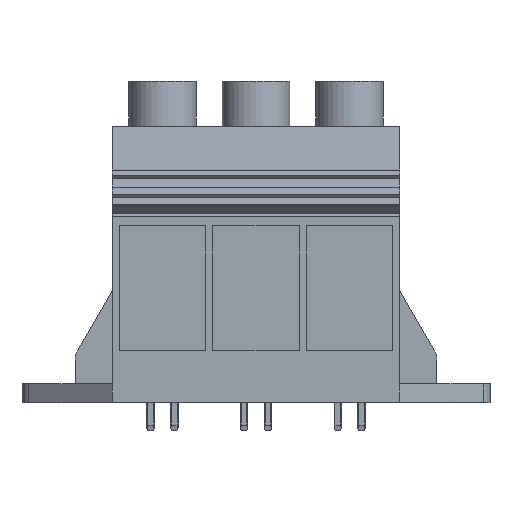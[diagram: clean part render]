
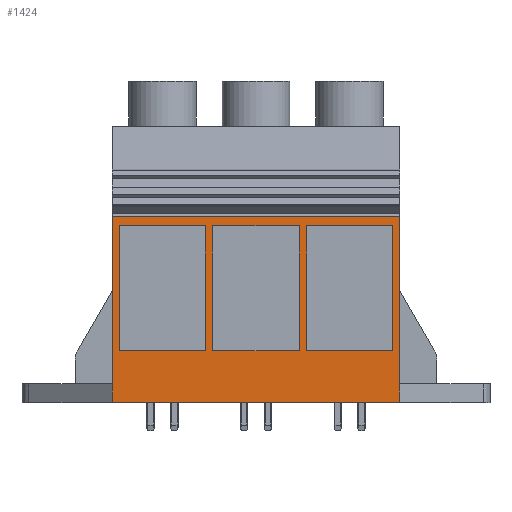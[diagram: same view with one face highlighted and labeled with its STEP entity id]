
A CAD part, top view. The second image highlights one B-rep face of the part: STEP entity #1424.
In plain terms, the highlighted planar face has unit normal (0, 0, 1).
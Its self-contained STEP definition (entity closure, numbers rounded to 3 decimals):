
#426=CARTESIAN_POINT('Vertex',(14.5,7.5,31.)) ;
#429=CARTESIAN_POINT('Line Origine',(14.5,20.9,31.)) ;
#433=CARTESIAN_POINT('Vertex',(14.5,34.3,31.)) ;
#1276=CARTESIAN_POINT('Axis2P3D Location',(-0.5,4.5,31.)) ;
#1281=CARTESIAN_POINT('Line Origine',(14.5,6.,31.)) ;
#1285=CARTESIAN_POINT('Vertex',(14.5,4.5,31.)) ;
#1288=CARTESIAN_POINT('Line Origine',(37.5,4.5,31.)) ;
#1292=CARTESIAN_POINT('Vertex',(60.5,4.5,31.)) ;
#1295=CARTESIAN_POINT('Line Origine',(60.5,6.,31.)) ;
#1299=CARTESIAN_POINT('Vertex',(60.5,7.5,31.)) ;
#1302=CARTESIAN_POINT('Line Origine',(60.5,20.9,31.)) ;
#1306=CARTESIAN_POINT('Vertex',(60.5,34.3,31.)) ;
#1309=CARTESIAN_POINT('Line Origine',(37.5,34.3,31.)) ;
#1322=CARTESIAN_POINT('Line Origine',(15.6,22.8,31.)) ;
#1326=CARTESIAN_POINT('Vertex',(15.6,12.8,31.)) ;
#1328=CARTESIAN_POINT('Vertex',(15.6,32.8,31.)) ;
#1331=CARTESIAN_POINT('Line Origine',(22.5,32.8,31.)) ;
#1335=CARTESIAN_POINT('Vertex',(29.4,32.8,31.)) ;
#1338=CARTESIAN_POINT('Line Origine',(29.4,22.8,31.)) ;
#1342=CARTESIAN_POINT('Vertex',(29.4,12.8,31.)) ;
#1345=CARTESIAN_POINT('Line Origine',(22.5,12.8,31.)) ;
#1356=CARTESIAN_POINT('Line Origine',(44.4,22.8,31.)) ;
#1360=CARTESIAN_POINT('Vertex',(44.4,32.8,31.)) ;
#1362=CARTESIAN_POINT('Vertex',(44.4,12.8,31.)) ;
#1365=CARTESIAN_POINT('Line Origine',(37.5,12.8,31.)) ;
#1369=CARTESIAN_POINT('Vertex',(30.6,12.8,31.)) ;
#1372=CARTESIAN_POINT('Line Origine',(30.6,22.8,31.)) ;
#1376=CARTESIAN_POINT('Vertex',(30.6,32.8,31.)) ;
#1379=CARTESIAN_POINT('Line Origine',(37.5,32.8,31.)) ;
#1390=CARTESIAN_POINT('Line Origine',(45.6,22.8,31.)) ;
#1394=CARTESIAN_POINT('Vertex',(45.6,12.8,31.)) ;
#1396=CARTESIAN_POINT('Vertex',(45.6,32.8,31.)) ;
#1399=CARTESIAN_POINT('Line Origine',(52.5,32.8,31.)) ;
#1403=CARTESIAN_POINT('Vertex',(59.4,32.8,31.)) ;
#1406=CARTESIAN_POINT('Line Origine',(59.4,22.8,31.)) ;
#1410=CARTESIAN_POINT('Vertex',(59.4,12.8,31.)) ;
#1413=CARTESIAN_POINT('Line Origine',(52.5,12.8,31.)) ;
#430=DIRECTION('Vector Direction',(0.,1.,0.)) ;
#1277=DIRECTION('Axis2P3D Direction',(0.,0.,-1.)) ;
#1278=DIRECTION('Axis2P3D XDirection',(0.,1.,0.)) ;
#1282=DIRECTION('Vector Direction',(0.,1.,0.)) ;
#1289=DIRECTION('Vector Direction',(1.,0.,0.)) ;
#1296=DIRECTION('Vector Direction',(0.,1.,0.)) ;
#1303=DIRECTION('Vector Direction',(0.,1.,0.)) ;
#1310=DIRECTION('Vector Direction',(1.,0.,0.)) ;
#1323=DIRECTION('Vector Direction',(0.,1.,0.)) ;
#1332=DIRECTION('Vector Direction',(1.,0.,0.)) ;
#1339=DIRECTION('Vector Direction',(0.,1.,0.)) ;
#1346=DIRECTION('Vector Direction',(1.,0.,0.)) ;
#1357=DIRECTION('Vector Direction',(0.,1.,0.)) ;
#1366=DIRECTION('Vector Direction',(1.,0.,0.)) ;
#1373=DIRECTION('Vector Direction',(0.,1.,0.)) ;
#1380=DIRECTION('Vector Direction',(1.,0.,0.)) ;
#1391=DIRECTION('Vector Direction',(0.,1.,0.)) ;
#1400=DIRECTION('Vector Direction',(1.,0.,0.)) ;
#1407=DIRECTION('Vector Direction',(0.,1.,0.)) ;
#1414=DIRECTION('Vector Direction',(1.,0.,0.)) ;
#1279=AXIS2_PLACEMENT_3D('Plane Axis2P3D',#1276,#1277,#1278) ;
#1315=ORIENTED_EDGE('',*,*,#435,.F.) ;
#1316=ORIENTED_EDGE('',*,*,#1287,.T.) ;
#1317=ORIENTED_EDGE('',*,*,#1294,.T.) ;
#1318=ORIENTED_EDGE('',*,*,#1301,.F.) ;
#1319=ORIENTED_EDGE('',*,*,#1308,.T.) ;
#1320=ORIENTED_EDGE('',*,*,#1313,.F.) ;
#1351=ORIENTED_EDGE('',*,*,#1330,.T.) ;
#1352=ORIENTED_EDGE('',*,*,#1337,.T.) ;
#1353=ORIENTED_EDGE('',*,*,#1344,.T.) ;
#1354=ORIENTED_EDGE('',*,*,#1349,.T.) ;
#1385=ORIENTED_EDGE('',*,*,#1364,.T.) ;
#1386=ORIENTED_EDGE('',*,*,#1371,.T.) ;
#1387=ORIENTED_EDGE('',*,*,#1378,.T.) ;
#1388=ORIENTED_EDGE('',*,*,#1383,.T.) ;
#1419=ORIENTED_EDGE('',*,*,#1398,.T.) ;
#1420=ORIENTED_EDGE('',*,*,#1405,.T.) ;
#1421=ORIENTED_EDGE('',*,*,#1412,.T.) ;
#1422=ORIENTED_EDGE('',*,*,#1417,.T.) ;
#1355=FACE_BOUND('',#1350,.T.) ;
#1389=FACE_BOUND('',#1384,.T.) ;
#1423=FACE_BOUND('',#1418,.T.) ;
#431=VECTOR('Line Direction',#430,1.) ;
#1283=VECTOR('Line Direction',#1282,1.) ;
#1290=VECTOR('Line Direction',#1289,1.) ;
#1297=VECTOR('Line Direction',#1296,1.) ;
#1304=VECTOR('Line Direction',#1303,1.) ;
#1311=VECTOR('Line Direction',#1310,1.) ;
#1324=VECTOR('Line Direction',#1323,1.) ;
#1333=VECTOR('Line Direction',#1332,1.) ;
#1340=VECTOR('Line Direction',#1339,1.) ;
#1347=VECTOR('Line Direction',#1346,1.) ;
#1358=VECTOR('Line Direction',#1357,1.) ;
#1367=VECTOR('Line Direction',#1366,1.) ;
#1374=VECTOR('Line Direction',#1373,1.) ;
#1381=VECTOR('Line Direction',#1380,1.) ;
#1392=VECTOR('Line Direction',#1391,1.) ;
#1401=VECTOR('Line Direction',#1400,1.) ;
#1408=VECTOR('Line Direction',#1407,1.) ;
#1415=VECTOR('Line Direction',#1414,1.) ;
#1424=ADVANCED_FACE('HOUSING',(#1321,#1355,#1389,#1423),#1280,.F.) ;
#435=EDGE_CURVE('',#427,#434,#432,.T.) ;
#1287=EDGE_CURVE('',#427,#1286,#1284,.F.) ;
#1294=EDGE_CURVE('',#1286,#1293,#1291,.T.) ;
#1301=EDGE_CURVE('',#1300,#1293,#1298,.F.) ;
#1308=EDGE_CURVE('',#1300,#1307,#1305,.T.) ;
#1313=EDGE_CURVE('',#434,#1307,#1312,.T.) ;
#1330=EDGE_CURVE('',#1327,#1329,#1325,.T.) ;
#1337=EDGE_CURVE('',#1329,#1336,#1334,.T.) ;
#1344=EDGE_CURVE('',#1336,#1343,#1341,.F.) ;
#1349=EDGE_CURVE('',#1343,#1327,#1348,.F.) ;
#1364=EDGE_CURVE('',#1361,#1363,#1359,.F.) ;
#1371=EDGE_CURVE('',#1363,#1370,#1368,.F.) ;
#1378=EDGE_CURVE('',#1370,#1377,#1375,.T.) ;
#1383=EDGE_CURVE('',#1377,#1361,#1382,.T.) ;
#1398=EDGE_CURVE('',#1395,#1397,#1393,.T.) ;
#1405=EDGE_CURVE('',#1397,#1404,#1402,.T.) ;
#1412=EDGE_CURVE('',#1404,#1411,#1409,.F.) ;
#1417=EDGE_CURVE('',#1411,#1395,#1416,.F.) ;
#1314=EDGE_LOOP('',(#1315,#1316,#1317,#1318,#1319,#1320)) ;
#1350=EDGE_LOOP('',(#1351,#1352,#1353,#1354)) ;
#1384=EDGE_LOOP('',(#1385,#1386,#1387,#1388)) ;
#1418=EDGE_LOOP('',(#1419,#1420,#1421,#1422)) ;
#1321=FACE_OUTER_BOUND('',#1314,.T.) ;
#432=LINE('Line',#429,#431) ;
#1284=LINE('Line',#1281,#1283) ;
#1291=LINE('Line',#1288,#1290) ;
#1298=LINE('Line',#1295,#1297) ;
#1305=LINE('Line',#1302,#1304) ;
#1312=LINE('Line',#1309,#1311) ;
#1325=LINE('Line',#1322,#1324) ;
#1334=LINE('Line',#1331,#1333) ;
#1341=LINE('Line',#1338,#1340) ;
#1348=LINE('Line',#1345,#1347) ;
#1359=LINE('Line',#1356,#1358) ;
#1368=LINE('Line',#1365,#1367) ;
#1375=LINE('Line',#1372,#1374) ;
#1382=LINE('Line',#1379,#1381) ;
#1393=LINE('Line',#1390,#1392) ;
#1402=LINE('Line',#1399,#1401) ;
#1409=LINE('Line',#1406,#1408) ;
#1416=LINE('Line',#1413,#1415) ;
#1280=PLANE('',#1279) ;
#427=VERTEX_POINT('',#426) ;
#434=VERTEX_POINT('',#433) ;
#1286=VERTEX_POINT('',#1285) ;
#1293=VERTEX_POINT('',#1292) ;
#1300=VERTEX_POINT('',#1299) ;
#1307=VERTEX_POINT('',#1306) ;
#1327=VERTEX_POINT('',#1326) ;
#1329=VERTEX_POINT('',#1328) ;
#1336=VERTEX_POINT('',#1335) ;
#1343=VERTEX_POINT('',#1342) ;
#1361=VERTEX_POINT('',#1360) ;
#1363=VERTEX_POINT('',#1362) ;
#1370=VERTEX_POINT('',#1369) ;
#1377=VERTEX_POINT('',#1376) ;
#1395=VERTEX_POINT('',#1394) ;
#1397=VERTEX_POINT('',#1396) ;
#1404=VERTEX_POINT('',#1403) ;
#1411=VERTEX_POINT('',#1410) ;
